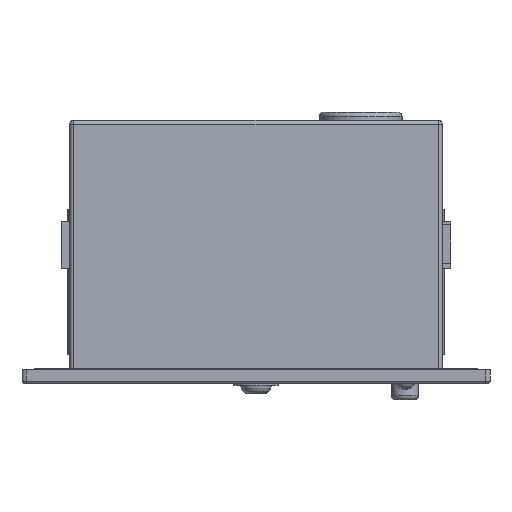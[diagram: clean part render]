
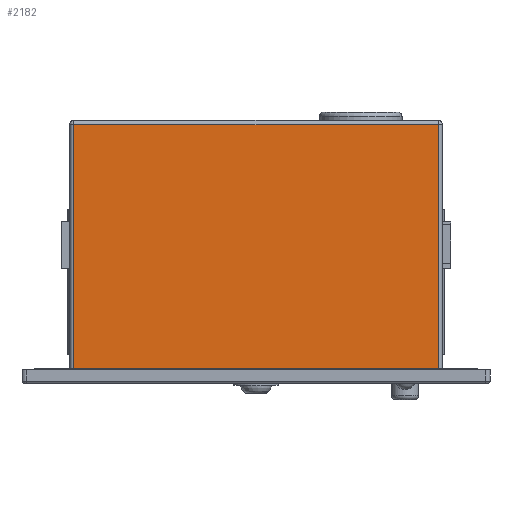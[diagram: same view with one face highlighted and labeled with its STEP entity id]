
A CAD part, front view. The second image highlights one B-rep face of the part: STEP entity #2182.
In plain terms, the highlighted planar face has unit normal (0, -1, 0).
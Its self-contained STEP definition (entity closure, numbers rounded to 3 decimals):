
#1891=CARTESIAN_POINT('Vertex',(44.,-165.5,-60.)) ;
#1894=CARTESIAN_POINT('Line Origine',(0.,-165.5,-60.)) ;
#1898=CARTESIAN_POINT('Vertex',(-44.,-165.5,-60.)) ;
#2140=CARTESIAN_POINT('Line Origine',(44.,-165.5,-30.)) ;
#2144=CARTESIAN_POINT('Vertex',(44.,-165.5,-1.)) ;
#2159=CARTESIAN_POINT('Axis2P3D Location',(45.,-165.5,0.)) ;
#2164=CARTESIAN_POINT('Line Origine',(-44.,-165.5,-30.5)) ;
#2168=CARTESIAN_POINT('Vertex',(-44.,-165.5,-1.)) ;
#2171=CARTESIAN_POINT('Line Origine',(0.,-165.5,-1.)) ;
#1895=DIRECTION('Vector Direction',(-1.,0.,0.)) ;
#2141=DIRECTION('Vector Direction',(0.,0.,-1.)) ;
#2160=DIRECTION('Axis2P3D Direction',(-0.,-1.,-0.)) ;
#2161=DIRECTION('Axis2P3D XDirection',(-1.,0.,0.)) ;
#2165=DIRECTION('Vector Direction',(0.,0.,-1.)) ;
#2172=DIRECTION('Vector Direction',(-1.,0.,0.)) ;
#2162=AXIS2_PLACEMENT_3D('Plane Axis2P3D',#2159,#2160,#2161) ;
#2177=ORIENTED_EDGE('',*,*,#2170,.T.) ;
#2178=ORIENTED_EDGE('',*,*,#1900,.T.) ;
#2179=ORIENTED_EDGE('',*,*,#2146,.F.) ;
#2180=ORIENTED_EDGE('',*,*,#2175,.F.) ;
#1896=VECTOR('Line Direction',#1895,1.) ;
#2142=VECTOR('Line Direction',#2141,1.) ;
#2166=VECTOR('Line Direction',#2165,1.) ;
#2173=VECTOR('Line Direction',#2172,1.) ;
#2182=ADVANCED_FACE('Body.2',(#2181),#2163,.T.) ;
#1900=EDGE_CURVE('',#1899,#1892,#1897,.F.) ;
#2146=EDGE_CURVE('',#2145,#1892,#2143,.T.) ;
#2170=EDGE_CURVE('',#2169,#1899,#2167,.T.) ;
#2175=EDGE_CURVE('',#2169,#2145,#2174,.F.) ;
#2176=EDGE_LOOP('',(#2177,#2178,#2179,#2180)) ;
#2181=FACE_OUTER_BOUND('',#2176,.T.) ;
#1897=LINE('Line',#1894,#1896) ;
#2143=LINE('Line',#2140,#2142) ;
#2167=LINE('Line',#2164,#2166) ;
#2174=LINE('Line',#2171,#2173) ;
#2163=PLANE('',#2162) ;
#1892=VERTEX_POINT('',#1891) ;
#1899=VERTEX_POINT('',#1898) ;
#2145=VERTEX_POINT('',#2144) ;
#2169=VERTEX_POINT('',#2168) ;
